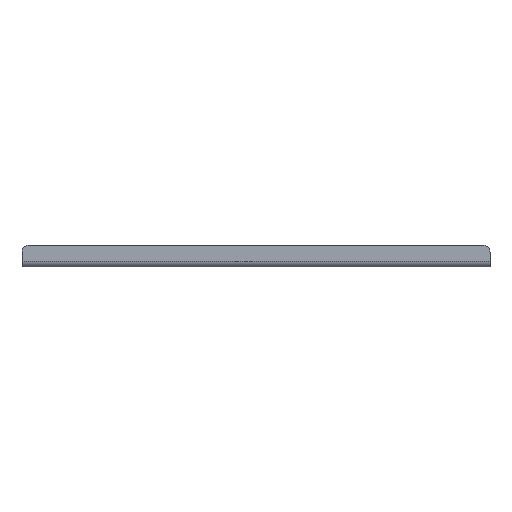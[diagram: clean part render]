
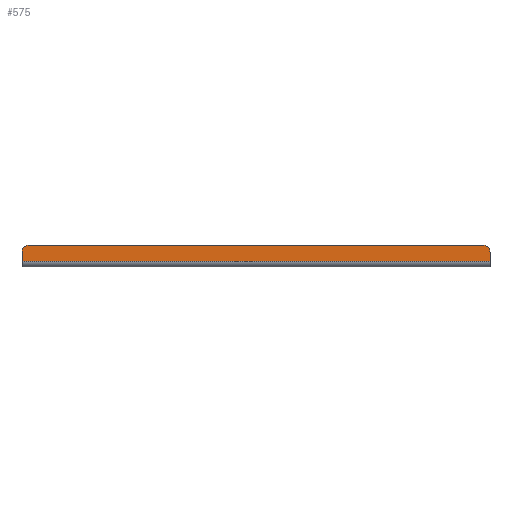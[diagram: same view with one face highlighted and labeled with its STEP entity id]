
A CAD part, front view. The second image highlights one B-rep face of the part: STEP entity #575.
In plain terms, the highlighted planar face has unit normal (0, -1, 0).
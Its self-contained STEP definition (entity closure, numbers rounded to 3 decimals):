
#575=ADVANCED_FACE('',(#1084),#1086,.F.);
#1084=FACE_BOUND('',#1085,.T.);
#1085=EDGE_LOOP('',(#1409,#1410,#1411,#1412,#1413,#1414));
#1086=PLANE('',#1087);
#1087=AXIS2_PLACEMENT_3D('',#1088,#1089,#1090);
#1088=CARTESIAN_POINT('',(0.,-60.,-55.542));
#1089=DIRECTION('',(0.,1.,0.));
#1090=DIRECTION('',(-1.,0.,0.));
#1409=ORIENTED_EDGE('',*,*,#1585,.F.);
#1410=ORIENTED_EDGE('',*,*,#1580,.F.);
#1411=ORIENTED_EDGE('',*,*,#1586,.F.);
#1412=ORIENTED_EDGE('',*,*,#1577,.F.);
#1413=ORIENTED_EDGE('',*,*,#1575,.T.);
#1414=ORIENTED_EDGE('',*,*,#1582,.F.);
#1575=EDGE_CURVE('',#1804,#1816,#1831,.T.);
#1577=EDGE_CURVE('',#1804,#1832,#1834,.T.);
#1580=EDGE_CURVE('',#1837,#1835,#1839,.T.);
#1582=EDGE_CURVE('',#1840,#1816,#1842,.T.);
#1585=EDGE_CURVE('',#1835,#1840,#1845,.F.);
#1586=EDGE_CURVE('',#1832,#1837,#1846,.F.);
#1804=VERTEX_POINT('',#2366);
#1816=VERTEX_POINT('',#2395);
#1831=LINE('',#2431,#2432);
#1832=VERTEX_POINT('',#2434);
#1834=LINE('',#2438,#2439);
#1835=VERTEX_POINT('',#2441);
#1837=VERTEX_POINT('',#2445);
#1839=LINE('',#2449,#2450);
#1840=VERTEX_POINT('',#2452);
#1842=LINE('',#2456,#2457);
#1845=CIRCLE('',#2467,5.);
#1846=CIRCLE('',#2471,5.);
#2366=CARTESIAN_POINT('',(-160.,-60.,3.8));
#2395=CARTESIAN_POINT('',(160.,-60.,3.8));
#2431=CARTESIAN_POINT('',(-160.,-60.,3.8));
#2432=VECTOR('',#2433,1.);
#2433=DIRECTION('',(1.,0.,0.));
#2434=CARTESIAN_POINT('',(-160.,-60.,10.));
#2438=CARTESIAN_POINT('',(-160.,-60.,3.8));
#2439=VECTOR('',#2440,1.);
#2440=DIRECTION('',(0.,0.,1.));
#2441=CARTESIAN_POINT('',(155.,-60.,15.));
#2445=CARTESIAN_POINT('',(-155.,-60.,15.));
#2449=CARTESIAN_POINT('',(-155.,-60.,15.));
#2450=VECTOR('',#2451,1.);
#2451=DIRECTION('',(1.,0.,0.));
#2452=CARTESIAN_POINT('',(160.,-60.,10.));
#2456=CARTESIAN_POINT('',(160.,-60.,10.));
#2457=VECTOR('',#2458,1.);
#2458=DIRECTION('',(0.,0.,-1.));
#2467=AXIS2_PLACEMENT_3D('',#2468,#2469,#2470);
#2468=CARTESIAN_POINT('',(155.,-60.,10.));
#2469=DIRECTION('',(0.,-1.,0.));
#2470=DIRECTION('',(1.,0.,0.));
#2471=AXIS2_PLACEMENT_3D('',#2472,#2473,#2474);
#2472=CARTESIAN_POINT('',(-155.,-60.,10.));
#2473=DIRECTION('',(0.,-1.,0.));
#2474=DIRECTION('',(0.,0.,1.));
